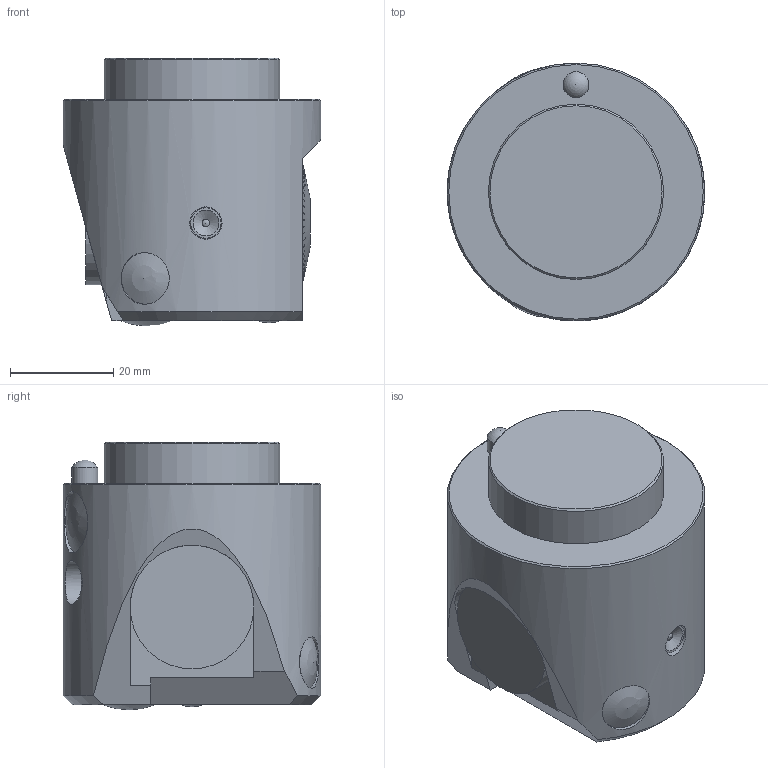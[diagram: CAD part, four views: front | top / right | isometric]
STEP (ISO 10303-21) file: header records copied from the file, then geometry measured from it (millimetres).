
FILE_DESCRIPTION(/* description */ (''),/* implementation_level */ '2;1');
FILE_NAME(/* name */ '1694592301891.stp',/* time_stamp */ '2023-09-13T10:05:07+02:00',/* author */ (''),/* organization */ ('SMS'),/* preprocessor_version */ 'ST-DEVELOPER v16.7',/* originating_system */ 'SIEMENS PLM Software NX 12.0',/* authorisation */ '');
FILE_SCHEMA (('AUTOMOTIVE_DESIGN { 1 0 10303 214 3 1 1 1 }'));
Length unit declared in the file: millimetre
Products named in the file (1): 111165470mod000_02
Bounding box: 49.99 x 49.99 x 51.96 mm (x, y, z)
Volume: 13841.5 mm3; surface area: 17371.6 mm2
Topology: 3 solids, 4 shells, 337 faces, 957 edges, 636 vertices
Faces by surface type: plane 241, cylinder 71, cone 18, sphere 7
Full cylindrical faces by diameter (mm): 1.5 x1, 4.7 x1, 5.008 x1, 5.015 x1, 6 x1, 6.25 x1, 8 x1, 8.5 x1, 10.018 x2, 12.021 x1, 24 x2, 34 x1, 49.987 x1
Entity records: 10871 total; most frequent: CARTESIAN_POINT 2484, ORIENTED_EDGE 1800, DIRECTION 1616, EDGE_CURVE 900, VERTEX_POINT 610, AXIS2_PLACEMENT_3D 552, LINE 512, VECTOR 512
